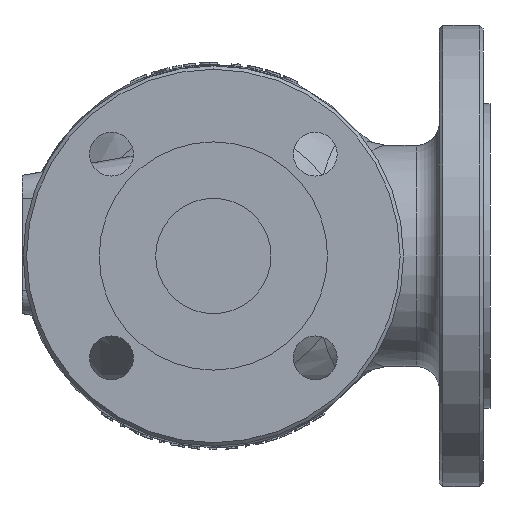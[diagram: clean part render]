
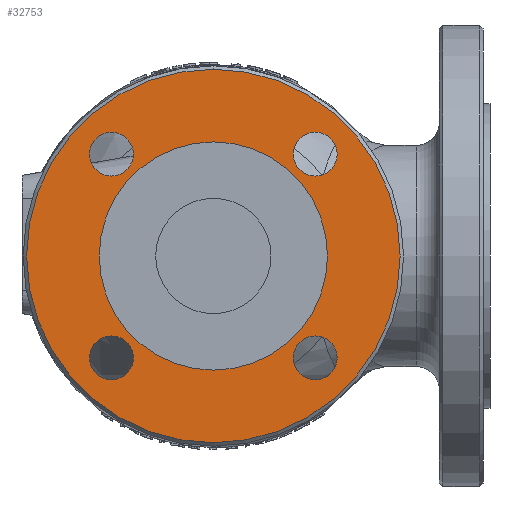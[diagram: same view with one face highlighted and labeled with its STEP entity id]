
A CAD part, front view. The second image highlights one B-rep face of the part: STEP entity #32753.
In plain terms, the highlighted planar face has unit normal (0, -1, 0).
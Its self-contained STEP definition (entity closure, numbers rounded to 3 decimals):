
#533 = CARTESIAN_POINT ( 'NONE',  ( -49.5, 3., 0. ) ) ;
#1484 = EDGE_CURVE ( 'NONE', #12504, #8577, #14893, .T. ) ;
#2611 = DIRECTION ( 'NONE',  ( 0., 1., 0. ) ) ;
#3014 = DIRECTION ( 'NONE',  ( 0., 0., 1. ) ) ;
#4215 = FACE_BOUND ( 'NONE', #41261, .T. ) ;
#4601 = ORIENTED_EDGE ( 'NONE', *, *, #25872, .T. ) ;
#5149 = EDGE_CURVE ( 'NONE', #35531, #38759, #23293, .T. ) ;
#5654 = DIRECTION ( 'NONE',  ( -1., 0., 0. ) ) ;
#5825 = ORIENTED_EDGE ( 'NONE', *, *, #27368, .T. ) ;
#5911 = CIRCLE ( 'NONE', #12024, 49.5 ) ;
#6485 = DIRECTION ( 'NONE',  ( 0., 1., 0. ) ) ;
#6488 = CARTESIAN_POINT ( 'NONE',  ( 44.194, 3., -34.694 ) ) ;
#6575 = DIRECTION ( 'NONE',  ( 0., -1., 0. ) ) ;
#6661 = AXIS2_PLACEMENT_3D ( 'NONE', #40333, #25586, #21602 ) ;
#6918 = DIRECTION ( 'NONE',  ( 0., -1., 0. ) ) ;
#8023 = DIRECTION ( 'NONE',  ( 0., 0., -1. ) ) ;
#8422 = CIRCLE ( 'NONE', #8468, 49.5 ) ;
#8468 = AXIS2_PLACEMENT_3D ( 'NONE', #31463, #6485, #13315 ) ;
#8571 = CARTESIAN_POINT ( 'NONE',  ( -44.194, 3., 44.194 ) ) ;
#8577 = VERTEX_POINT ( 'NONE', #21480 ) ;
#8885 = EDGE_LOOP ( 'NONE', ( #28947, #38364 ) ) ;
#9296 = FACE_BOUND ( 'NONE', #37525, .T. ) ;
#9717 = EDGE_CURVE ( 'NONE', #46876, #20587, #13061, .T. ) ;
#9987 = VERTEX_POINT ( 'NONE', #26570 ) ;
#10122 = DIRECTION ( 'NONE',  ( 0., -1., 0. ) ) ;
#11192 = CARTESIAN_POINT ( 'NONE',  ( 44.194, 3., 44.194 ) ) ;
#11854 = AXIS2_PLACEMENT_3D ( 'NONE', #46660, #10122, #3014 ) ;
#12024 = AXIS2_PLACEMENT_3D ( 'NONE', #24501, #2611, #13996 ) ;
#12504 = VERTEX_POINT ( 'NONE', #36862 ) ;
#13061 = CIRCLE ( 'NONE', #23196, 81. ) ;
#13286 = CARTESIAN_POINT ( 'NONE',  ( 44.194, 3., -53.694 ) ) ;
#13315 = DIRECTION ( 'NONE',  ( 0., 0., 1. ) ) ;
#13942 = DIRECTION ( 'NONE',  ( 0., 0., 1. ) ) ;
#13996 = DIRECTION ( 'NONE',  ( 0., 0., 1. ) ) ;
#14804 = ORIENTED_EDGE ( 'NONE', *, *, #40076, .F. ) ;
#14893 = CIRCLE ( 'NONE', #18284, 9.5 ) ;
#15876 = EDGE_LOOP ( 'NONE', ( #14804, #24359 ) ) ;
#16810 = AXIS2_PLACEMENT_3D ( 'NONE', #11192, #22515, #8023 ) ;
#17019 = EDGE_CURVE ( 'NONE', #42250, #38355, #21368, .T. ) ;
#18284 = AXIS2_PLACEMENT_3D ( 'NONE', #28734, #6918, #42518 ) ;
#18449 = EDGE_CURVE ( 'NONE', #44859, #29911, #41196, .T. ) ;
#18452 = VERTEX_POINT ( 'NONE', #41876 ) ;
#18937 = DIRECTION ( 'NONE',  ( 1., 0., 0. ) ) ;
#19407 = CARTESIAN_POINT ( 'NONE',  ( -44.194, 3., 53.694 ) ) ;
#19708 = CARTESIAN_POINT ( 'NONE',  ( -44.194, 3., 44.194 ) ) ;
#20109 = FACE_BOUND ( 'NONE', #15876, .T. ) ;
#20587 = VERTEX_POINT ( 'NONE', #21245 ) ;
#20640 = EDGE_CURVE ( 'NONE', #38759, #35531, #30338, .T. ) ;
#20648 = FACE_BOUND ( 'NONE', #8885, .T. ) ;
#20708 = DIRECTION ( 'NONE',  ( -1., 0., 0. ) ) ;
#21031 = CARTESIAN_POINT ( 'NONE',  ( 44.194, 3., -44.194 ) ) ;
#21245 = CARTESIAN_POINT ( 'NONE',  ( 0., 3., 81. ) ) ;
#21368 = CIRCLE ( 'NONE', #24881, 9.5 ) ;
#21435 = CIRCLE ( 'NONE', #6661, 81. ) ;
#21480 = CARTESIAN_POINT ( 'NONE',  ( 44.194, 3., 34.694 ) ) ;
#21602 = DIRECTION ( 'NONE',  ( 0., 0., -1. ) ) ;
#22515 = DIRECTION ( 'NONE',  ( 0., -1., 0. ) ) ;
#23192 = ORIENTED_EDGE ( 'NONE', *, *, #28918, .F. ) ;
#23196 = AXIS2_PLACEMENT_3D ( 'NONE', #47048, #36122, #43713 ) ;
#23293 = CIRCLE ( 'NONE', #11854, 9.5 ) ;
#23935 = DIRECTION ( 'NONE',  ( 0., -1., 0. ) ) ;
#24098 = ORIENTED_EDGE ( 'NONE', *, *, #46389, .T. ) ;
#24250 = CARTESIAN_POINT ( 'NONE',  ( 44.194, 3., -44.194 ) ) ;
#24359 = ORIENTED_EDGE ( 'NONE', *, *, #18449, .F. ) ;
#24501 = CARTESIAN_POINT ( 'NONE',  ( 0., 3., 0. ) ) ;
#24881 = AXIS2_PLACEMENT_3D ( 'NONE', #8571, #37195, #18937 ) ;
#25239 = FACE_OUTER_BOUND ( 'NONE', #29646, .T. ) ;
#25386 = DIRECTION ( 'NONE',  ( 0., -1., 0. ) ) ;
#25586 = DIRECTION ( 'NONE',  ( 0., -1., 0. ) ) ;
#25872 = EDGE_CURVE ( 'NONE', #9987, #18452, #8422, .T. ) ;
#26411 = ORIENTED_EDGE ( 'NONE', *, *, #17019, .F. ) ;
#26491 = AXIS2_PLACEMENT_3D ( 'NONE', #35730, #25386, #13942 ) ;
#26570 = CARTESIAN_POINT ( 'NONE',  ( 0., 3., -49.5 ) ) ;
#26682 = EDGE_LOOP ( 'NONE', ( #23192, #26411 ) ) ;
#27002 = AXIS2_PLACEMENT_3D ( 'NONE', #533, #44153, #30198 ) ;
#27368 = EDGE_CURVE ( 'NONE', #20587, #46876, #21435, .T. ) ;
#27669 = CIRCLE ( 'NONE', #30014, 9.5 ) ;
#28060 = AXIS2_PLACEMENT_3D ( 'NONE', #21031, #6575, #20708 ) ;
#28734 = CARTESIAN_POINT ( 'NONE',  ( 44.194, 3., 44.194 ) ) ;
#28918 = EDGE_CURVE ( 'NONE', #38355, #42250, #27669, .T. ) ;
#28947 = ORIENTED_EDGE ( 'NONE', *, *, #42819, .F. ) ;
#29646 = EDGE_LOOP ( 'NONE', ( #5825, #33619 ) ) ;
#29911 = VERTEX_POINT ( 'NONE', #13286 ) ;
#29912 = DIRECTION ( 'NONE',  ( 1., 0., 0. ) ) ;
#30014 = AXIS2_PLACEMENT_3D ( 'NONE', #19708, #44972, #29912 ) ;
#30198 = DIRECTION ( 'NONE',  ( 0., 0., -1. ) ) ;
#30338 = CIRCLE ( 'NONE', #26491, 9.5 ) ;
#30357 = FACE_BOUND ( 'NONE', #26682, .T. ) ;
#31447 = ORIENTED_EDGE ( 'NONE', *, *, #5149, .F. ) ;
#31463 = CARTESIAN_POINT ( 'NONE',  ( 0., 3., 0. ) ) ;
#32753 = ADVANCED_FACE ( 'NONE', ( #25239, #20109, #9296, #30357, #20648, #4215 ), #43988, .T. ) ;
#33619 = ORIENTED_EDGE ( 'NONE', *, *, #9717, .T. ) ;
#35195 = CIRCLE ( 'NONE', #28060, 9.5 ) ;
#35531 = VERTEX_POINT ( 'NONE', #46191 ) ;
#35730 = CARTESIAN_POINT ( 'NONE',  ( -44.194, 3., -44.194 ) ) ;
#36122 = DIRECTION ( 'NONE',  ( 0., -1., 0. ) ) ;
#36862 = CARTESIAN_POINT ( 'NONE',  ( 44.194, 3., 53.694 ) ) ;
#37195 = DIRECTION ( 'NONE',  ( 0., -1., 0. ) ) ;
#37525 = EDGE_LOOP ( 'NONE', ( #31447, #38757 ) ) ;
#38355 = VERTEX_POINT ( 'NONE', #41088 ) ;
#38364 = ORIENTED_EDGE ( 'NONE', *, *, #1484, .F. ) ;
#38757 = ORIENTED_EDGE ( 'NONE', *, *, #20640, .F. ) ;
#38759 = VERTEX_POINT ( 'NONE', #46356 ) ;
#40076 = EDGE_CURVE ( 'NONE', #29911, #44859, #35195, .T. ) ;
#40333 = CARTESIAN_POINT ( 'NONE',  ( 0., 3., 0. ) ) ;
#41088 = CARTESIAN_POINT ( 'NONE',  ( -44.194, 3., 34.694 ) ) ;
#41196 = CIRCLE ( 'NONE', #41623, 9.5 ) ;
#41261 = EDGE_LOOP ( 'NONE', ( #24098, #4601 ) ) ;
#41623 = AXIS2_PLACEMENT_3D ( 'NONE', #24250, #23935, #5654 ) ;
#41876 = CARTESIAN_POINT ( 'NONE',  ( 0., 3., 49.5 ) ) ;
#42250 = VERTEX_POINT ( 'NONE', #19407 ) ;
#42518 = DIRECTION ( 'NONE',  ( 0., 0., -1. ) ) ;
#42819 = EDGE_CURVE ( 'NONE', #8577, #12504, #44717, .T. ) ;
#43713 = DIRECTION ( 'NONE',  ( 0., 0., -1. ) ) ;
#43988 = PLANE ( 'NONE',  #27002 ) ;
#44153 = DIRECTION ( 'NONE',  ( 0., -1., 0. ) ) ;
#44717 = CIRCLE ( 'NONE', #16810, 9.5 ) ;
#44859 = VERTEX_POINT ( 'NONE', #6488 ) ;
#44891 = CARTESIAN_POINT ( 'NONE',  ( 0., 3., -81. ) ) ;
#44972 = DIRECTION ( 'NONE',  ( 0., -1., 0. ) ) ;
#46191 = CARTESIAN_POINT ( 'NONE',  ( -44.194, 3., -53.694 ) ) ;
#46356 = CARTESIAN_POINT ( 'NONE',  ( -44.194, 3., -34.694 ) ) ;
#46389 = EDGE_CURVE ( 'NONE', #18452, #9987, #5911, .T. ) ;
#46660 = CARTESIAN_POINT ( 'NONE',  ( -44.194, 3., -44.194 ) ) ;
#46876 = VERTEX_POINT ( 'NONE', #44891 ) ;
#47048 = CARTESIAN_POINT ( 'NONE',  ( 0., 3., 0. ) ) ;
